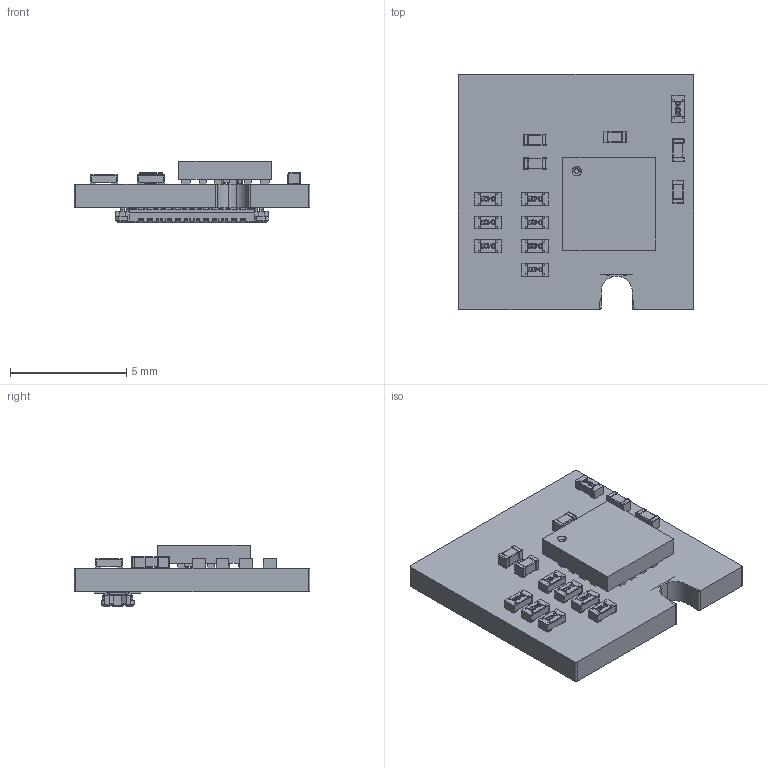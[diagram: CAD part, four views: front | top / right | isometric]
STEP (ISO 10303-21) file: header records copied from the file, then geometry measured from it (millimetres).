
FILE_DESCRIPTION(('Open CASCADE Model'),'2;1');
FILE_NAME('Open CASCADE Shape Model','2022-03-29T23:01:57',('Author'),( 'Open CASCADE'),'Open CASCADE STEP processor 6.8','Open CASCADE 6.8' ,'Unknown');
FILE_SCHEMA(('AUTOMOTIVE_DESIGN { 1 0 10303 214 1 1 1 1 }'));
Length unit declared in the file: millimetre
Products named in the file (26): PCB; Board; Open CASCADE STEP translator 6.8 1.1.1; Open CASCADE STEP translator 6.8 1.1.1.1; Open CASCADE STEP translator 6.8 1.1.1.2; Open CASCADE STEP translator 6.8 1.1.1.3; Open CASCADE STEP translator 6.8 1.1.1.4; R13; RES_1005-0402; R12; R11; R10; C5; C0402; C4; C3; J1; axe624124; R6; R7; R5; R4; C2; C1; Free-Models; User_Library-LGA-16
Assembly tree (36 placements, depth 4):
  PCB
    Board
      Open CASCADE STEP translator 6.8 1.1.1
        Open CASCADE STEP translator 6.8 1.1.1.1
        Open CASCADE STEP translator 6.8 1.1.1.2
        Open CASCADE STEP translator 6.8 1.1.1.3
        Open CASCADE STEP translator 6.8 1.1.1.4
    R13
      RES_1005-0402
    R12
      RES_1005-0402
    R11
      RES_1005-0402
    R10
      RES_1005-0402
    C5
      C0402
    C4
      C0402
    C3
      C0402
    J1
      axe624124
    R6
      RES_1005-0402
    R7
      RES_1005-0402
    R5
      RES_1005-0402
    R4
      RES_1005-0402
    C2
      C0402
    C1
      C0402
    Free-Models
      User_Library-LGA-16
Bounding box: 10.15 x 10.15 x 2.66 mm (x, y, z)
Volume: 122.1 mm3; surface area: 390.4 mm2
Topology: 43 solids, 43 shells, 1719 faces, 4306 edges, 2710 vertices
Faces by surface type: plane 1112, bspline 276, cylinder 231, sphere 90, torus 6, cone 4
Entity records: 27722 total; most frequent: CARTESIAN_POINT 6891, ORIENTED_EDGE 4126, DIRECTION 3795, EDGE_CURVE 2063, LINE 1647, VECTOR 1647, VERTEX_POINT 1332, AXIS2_PLACEMENT_3D 1074
